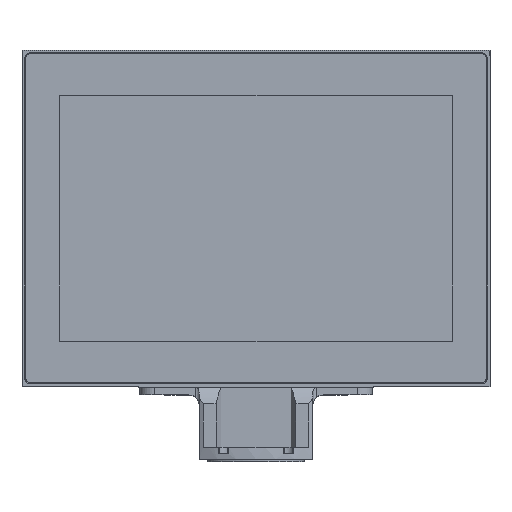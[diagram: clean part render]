
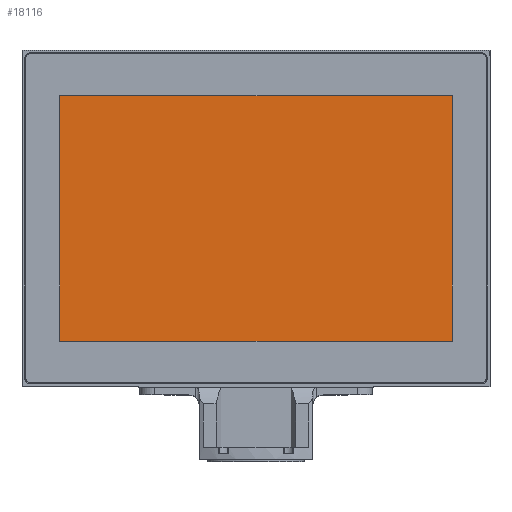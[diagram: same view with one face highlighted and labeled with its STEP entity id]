
A CAD part, top view. The second image highlights one B-rep face of the part: STEP entity #18116.
In plain terms, the highlighted planar face has unit normal (0, 0, 1).
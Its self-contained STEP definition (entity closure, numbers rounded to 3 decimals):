
#18116=ADVANCED_FACE('',(#22650),#20871,.F.);
#20871=PLANE('',#65435);
#22650=FACE_OUTER_BOUND('',#25338,.T.);
#25338=EDGE_LOOP('',(#30564,#30565,#30566,#30567));
#30564=ORIENTED_EDGE('',*,*,#48647,.T.);
#30565=ORIENTED_EDGE('',*,*,#48653,.T.);
#30566=ORIENTED_EDGE('',*,*,#48651,.T.);
#30567=ORIENTED_EDGE('',*,*,#48649,.T.);
#43545=VERTEX_POINT('',#79309);
#43546=VERTEX_POINT('',#79311);
#43547=VERTEX_POINT('',#79315);
#43548=VERTEX_POINT('',#79319);
#48647=EDGE_CURVE('',#43546,#43545,#55558,.T.);
#48649=EDGE_CURVE('',#43547,#43546,#55560,.T.);
#48651=EDGE_CURVE('',#43548,#43547,#55562,.T.);
#48653=EDGE_CURVE('',#43545,#43548,#55564,.T.);
#55558=LINE('',#79310,#59129);
#55560=LINE('',#79314,#59131);
#55562=LINE('',#79318,#59133);
#55564=LINE('',#79322,#59135);
#59129=VECTOR('',#69410,1.);
#59131=VECTOR('',#69414,1.);
#59133=VECTOR('',#69418,1.);
#59135=VECTOR('',#69422,1.);
#65435=AXIS2_PLACEMENT_3D('',#79324,#69425,#69426);
#69410=DIRECTION('',(0.,-1.,0.));
#69414=DIRECTION('',(-1.,0.,0.));
#69418=DIRECTION('',(0.,1.,0.));
#69422=DIRECTION('',(1.,0.,0.));
#69425=DIRECTION('',(0.,0.,-1.));
#69426=DIRECTION('',(-1.,0.,0.));
#79309=CARTESIAN_POINT('',(-316.092,-471.136,-12.56));
#79310=CARTESIAN_POINT('',(-316.092,-471.136,-12.56));
#79311=CARTESIAN_POINT('',(-316.092,-306.936,-12.56));
#79314=CARTESIAN_POINT('',(-316.092,-306.936,-12.56));
#79315=CARTESIAN_POINT('',(-53.892,-306.936,-12.56));
#79318=CARTESIAN_POINT('',(-53.892,-306.936,-12.56));
#79319=CARTESIAN_POINT('',(-53.892,-471.136,-12.56));
#79322=CARTESIAN_POINT('',(-53.892,-471.136,-12.56));
#79324=CARTESIAN_POINT('',(0.,0.,-12.56));
